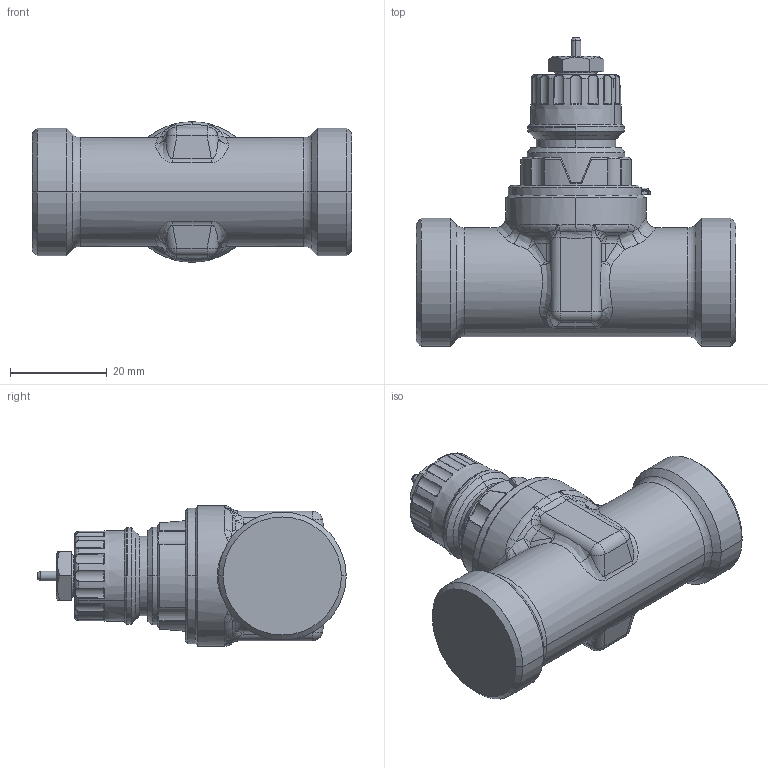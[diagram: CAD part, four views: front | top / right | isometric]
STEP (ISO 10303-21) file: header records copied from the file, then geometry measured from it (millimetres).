
FILE_DESCRIPTION((''),'2;1');
FILE_NAME('RA-C_013G3094_ASM','2022-09-23T10:34:42',('U240466'),('Danfoss'),'CREO PARAMETRIC BY PTC INC, 2020342','CREO PARAMETRIC BY PTC INC, 2020342','');
FILE_SCHEMA(('CONFIG_CONTROL_DESIGN'));
Products named in the file (2): 013G3094_SW0010_1; RA-C_013G3094_ASM
Assembly tree (1 placements, depth 2):
  RA-C_013G3094_ASM
    013G3094_SW0010_1
Bounding box: 66 x 63.7 x 29 mm (x, y, z)
Volume: 42868 mm3; surface area: 9789.3 mm2
Topology: 1 solids, 33 shells, 972 faces, 2378 edges, 1449 vertices
Faces by surface type: plane 227, cone 207, cylinder 203, bspline 164, torus 104, sphere 51, extrusion 16
Entity records: 41356 total; most frequent: CARTESIAN_POINT 20808, ORIENTED_EDGE 4694, DIRECTION 3718, EDGE_CURVE 2347, AXIS2_PLACEMENT_3D 1608, VERTEX_POINT 1449, B_SPLINE_CURVE_WITH_KNOTS 1064, EDGE_LOOP 980
